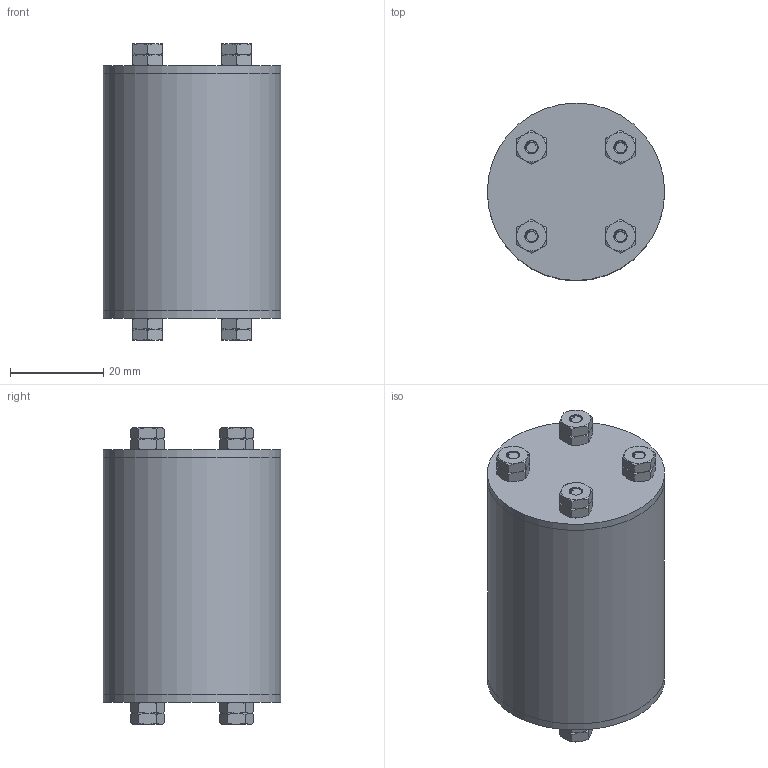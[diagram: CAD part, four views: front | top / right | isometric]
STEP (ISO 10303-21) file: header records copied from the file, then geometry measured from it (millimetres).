
FILE_DESCRIPTION(/* description */ (''),/* implementation_level */ '2;1');
FILE_NAME(/* name */ '38mm Avionics Bay.step',/* time_stamp */ '2021-01-08T09:29:36-07:00',/* author */ (''),/* organization */ (''),/* preprocessor_version */ 'ST-DEVELOPER v18.1',/* originating_system */ 'Autodesk Translation Framework v9.7.1.1290',/* authorisation */ '');
FILE_SCHEMA (('AUTOMOTIVE_DESIGN { 1 0 10303 214 3 1 1 }'));
Products named in the file (49): 38mm Avionics Bay; Coupler; Passive Bulkhead; PCB v2; Active Bulkhead; PCB; B2B-PH-SM4-TB(LF)(SN)--3DModel-STEP-56544; 3-1734035-2; PM20206VBNN; 1 row SMT with end bumps; SOIC 8; SOT-3; SOT 5; Component4; Component5; Component6; Component2; Component3; Raven 4; PCB_1; TL6330AF200Q; 2134536-2; smt-1127-s-r; 282834-6--3DModel-STEP-1; Cap Electrolytic; 44Q_PQFP_MODEL; 44Q_TQFP_BODY; 44Q_PIN23; 44Q_PIN44; 1; 2; 3; 4; 6; 5; 7; 8; 9; 10; 11 ...
Assembly tree (129 placements, depth 4):
  38mm Avionics Bay
    Coupler
    Passive Bulkhead
      PCB v2
    Active Bulkhead
      PCB
      B2B-PH-SM4-TB(LF)(SN)--3DModel-STEP-56544
      3-1734035-2
      PM20206VBNN
        1 row SMT with end bumps  x6
      SOIC 8
      SOT-3
      SOT 5
      Component2  x2
      Component3  x2
      Component4
      Component5
      Component6
    Raven 4
      PCB_1
      TL6330AF200Q
      2134536-2
      smt-1127-s-r
      282834-6--3DModel-STEP-1
      Cap Electrolytic
      44Q_PQFP_MODEL
        44Q_PIN23  x22
        44Q_PIN44  x22
        44Q_TQFP_BODY
      1  x4
      2
      3
      4
      5  x2
      6
      7
      8
      9
      10
      11
        13
      12  x3
      13  x3
      14
      15  x2
      16
    LIPO 130mAh 1S 3.7V
    Battery Clip
    Thrd Rod  x4
    90480A005  x20
Bounding box: 38 x 38 x 63.52 mm (x, y, z)
Volume: 19393.4 mm3; surface area: 31037.4 mm2
Topology: 164 solids, 164 shells, 4528 faces, 11136 edges, 6802 vertices
Faces by surface type: plane 2602, cylinder 1224, cone 332, sphere 222, bspline 78, torus 70
Full cylindrical faces by diameter (mm): 0.3 x2, 0.5 x5, 0.7 x2, 0.9 x1, 2.02 x40, 2.1 x6, 2.761 x4, 2.845 x60, 3.251 x10, 36 x1, 38 x3
Entity records: 76217 total; most frequent: CARTESIAN_POINT 14592, DIRECTION 12414, ORIENTED_EDGE 12372, EDGE_CURVE 6186, LINE 4936, VECTOR 4936, VERTEX_POINT 3922, AXIS2_PLACEMENT_3D 3739
